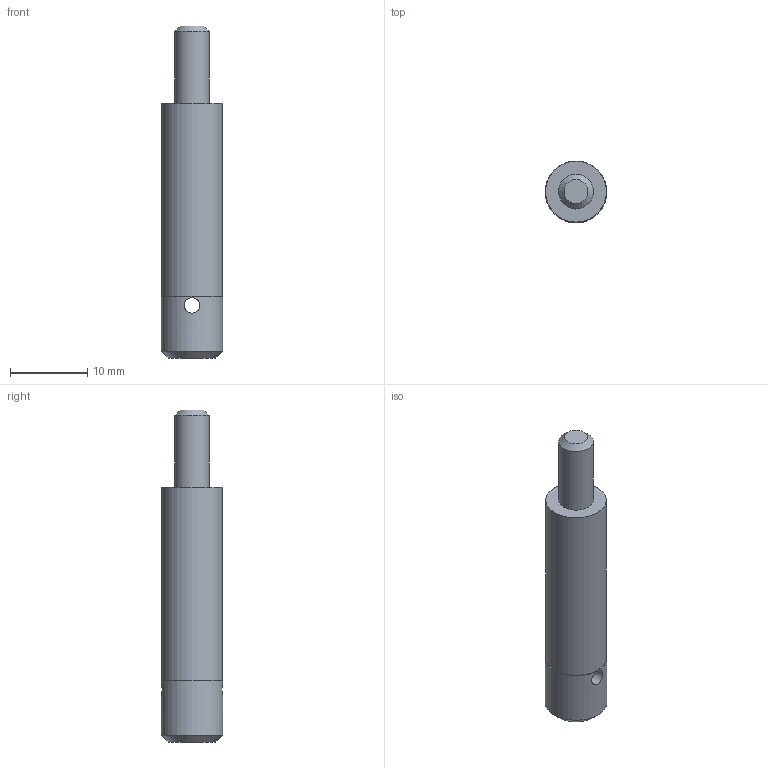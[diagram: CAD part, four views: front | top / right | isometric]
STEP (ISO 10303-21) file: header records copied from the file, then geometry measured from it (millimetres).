
FILE_DESCRIPTION(/* description */ (''),/* implementation_level */ '2;1');
FILE_NAME(/* name */ 'Vis du ressort.step',/* time_stamp */ '2019-03-09T17:52:26+01:00',/* author */ (''),/* organization */ (''),/* preprocessor_version */ 'ST-DEVELOPER v17.2',/* originating_system */ 'Autodesk Translation Framework v7.6.0.251',/* authorisation */ '');
FILE_SCHEMA (('AUTOMOTIVE_DESIGN { 1 0 10303 214 3 1 1 }'));
Length unit declared in the file: millimetre
Products named in the file (1): FusionComponent
Bounding box: 8 x 8 x 42.95 mm (x, y, z)
Volume: 1659.6 mm3; surface area: 1129.6 mm2
Topology: 1 solids, 1 shells, 12 faces, 30 edges, 20 vertices
Faces by surface type: cylinder 5, cone 4, plane 3
Full cylindrical faces by diameter (mm): 2 x1, 4.5 x1, 5.5 x1, 7.866 x1, 8 x1
Entity records: 457 total; most frequent: CARTESIAN_POINT 132, DIRECTION 62, ORIENTED_EDGE 58, EDGE_CURVE 29, AXIS2_PLACEMENT_3D 26, VERTEX_POINT 20, EDGE_LOOP 15, CIRCLE 13
